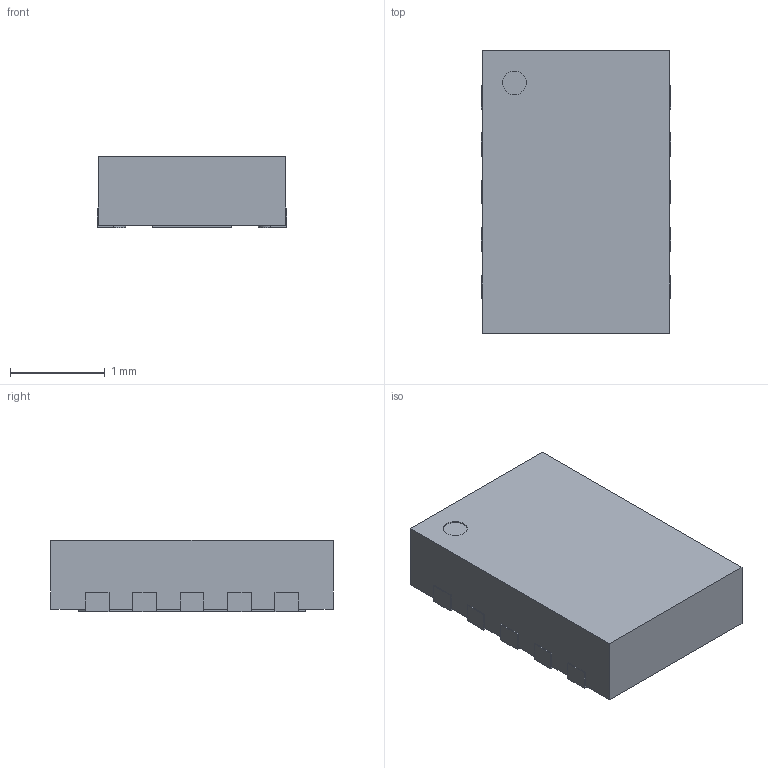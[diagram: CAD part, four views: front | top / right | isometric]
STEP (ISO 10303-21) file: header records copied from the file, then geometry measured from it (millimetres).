
FILE_DESCRIPTION(/* description */ ('model of WSON-10-1EP_2x3mm_P0.5mm_EP0.84x2.4mm'),/* implementation_level */ '2;1');
FILE_NAME(/* name */ 'WSON-10-1EP_2x3mm_P0.5mm_EP0.84x2.4mm.step',/* time_stamp */ '2024-10-13T13:03:19',/* author */ ('KiCAD','kicad'),/* organization */ ('OCCT'),/* preprocessor_version */ '',/* originating_system */ 'KiCAD',/* authorisation */ '');
FILE_SCHEMA(('AUTOMOTIVE_DESIGN { 1 0 10303 214 1 1 1 1 }'));
Length unit declared in the file: millimetre
Products named in the file (1): WSON-10-1EP_2x3mm_P0.5mm_EP0.84x2.4mm
Bounding box: 2 x 2.98 x 0.75 mm (x, y, z)
Volume: 4.3 mm3; surface area: 19.5 mm2
Topology: 1 solids, 1 shells, 74 faces, 210 edges, 140 vertices
Faces by surface type: plane 63, cylinder 11
Full cylindrical faces by diameter (mm): 0.25 x1
Entity records: 3056 total; most frequent: CARTESIAN_POINT 425, ORIENTED_EDGE 420, DIRECTION 382, EDGE_CURVE 210, LINE 188, VECTOR 188, VERTEX_POINT 140, AXIS2_PLACEMENT_3D 97
